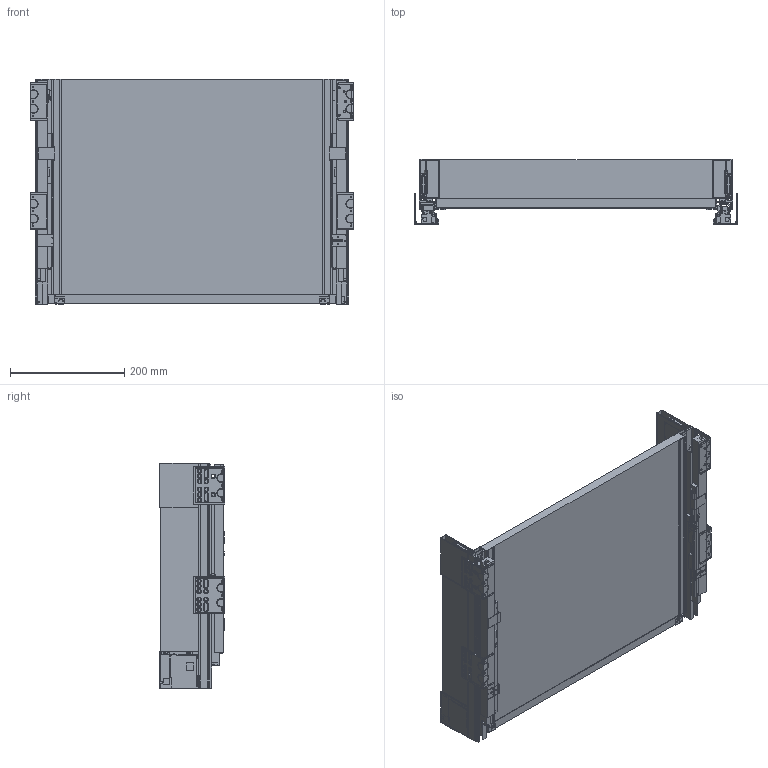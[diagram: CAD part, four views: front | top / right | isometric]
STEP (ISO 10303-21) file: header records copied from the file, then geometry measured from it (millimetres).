
FILE_DESCRIPTION(/* description */ (''),/* implementation_level */ '2;1');
FILE_NAME(/* name */ 'AXIS PRO GLASS 84_400.stp',/* time_stamp */ '2023-08-08T13:40:02+02:00',/* author */ ('tomaszw'),/* organization */ (''),/* preprocessor_version */ 'ST-DEVELOPER v19.2',/* originating_system */ 'Autodesk Inventor 2023',/* authorisation */ '');
FILE_SCHEMA (('AUTOMOTIVE_DESIGN { 1 0 10303 214 3 1 1 }'));
Products named in the file (2): AXIS PRO GLASS; AXIS PRO GLASS_84_400
Assembly tree (1 placements, depth 2):
  AXIS PRO GLASS
    AXIS PRO GLASS_84_400
Bounding box: 564 x 114.5 x 394.56 mm (x, y, z)
Volume: 4515598 mm3; surface area: 1185445.3 mm2
Topology: 56 solids, 58 shells, 3744 faces, 10228 edges, 6616 vertices
Faces by surface type: plane 2611, cylinder 643, bspline 224, cone 157, sphere 85, torus 24
Full cylindrical faces by diameter (mm): 1.8 x4, 2.4 x2, 2.8 x4, 2.9 x2, 3 x3, 3.8 x2, 4 x8, 4.5 x2, 5.5 x1, 6 x36, 7.5 x2, 8.5 x4, 8.8 x8, 10 x11, 10.4 x4
Entity records: 168410 total; most frequent: CARTESIAN_POINT 70830, ORIENTED_EDGE 20405, DIRECTION 18137, EDGE_CURVE 10208, LINE 7933, VECTOR 7933, VERTEX_POINT 6644, AXIS2_PLACEMENT_3D 5102
